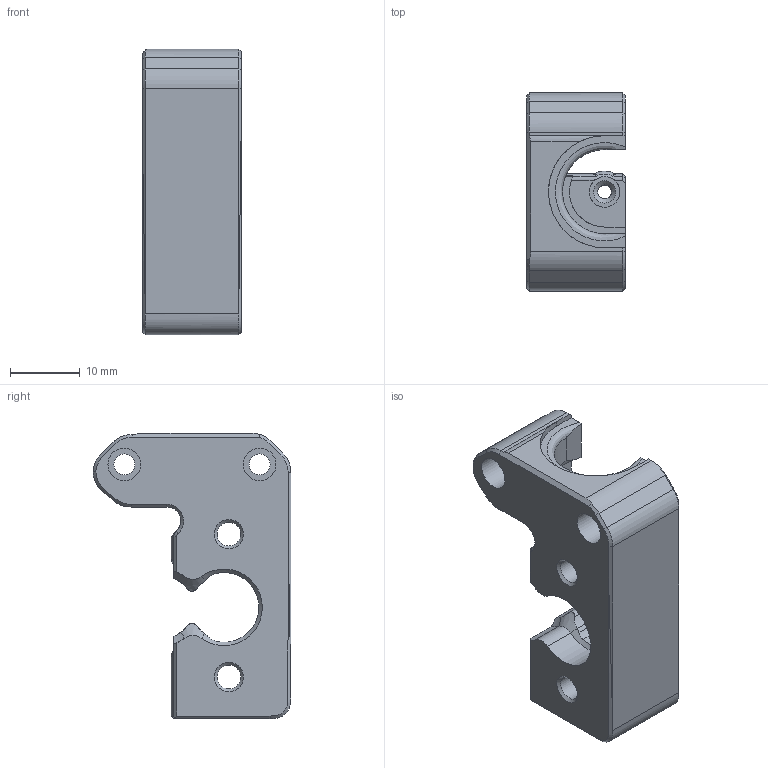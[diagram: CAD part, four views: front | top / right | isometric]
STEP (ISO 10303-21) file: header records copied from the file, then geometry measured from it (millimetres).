
FILE_DESCRIPTION(/* description */ ('STEP AP242','CAx-IF Rec.Pracs.---Representation and Presentation of Product Manufacturing Information (PMI)---4.0---2014-10-13','CAx-IF Rec.Pracs.---3D Tessellated Geometry---0.4---2014-09-14','2;1'),/* implementation_level */ '2;1');
FILE_NAME(/* name */ '62d71855d2d5af732be197d5',/* time_stamp */ '2022-07-19T20:47:18+00:00',/* author */ (''),/* organization */ (''),/* preprocessor_version */ 'ST-DEVELOPER v18.102',/* originating_system */ ' ',/* authorisation */ ' ');
FILE_SCHEMA (('AP242_MANAGED_MODEL_BASED_3D_ENGINEERING_MIM_LF { 1 0 10303 442 1 1 4 }'));
Length unit declared in the file: metre
Products named in the file (1): Main Body
Bounding box: 14.2 x 28.39 x 41 mm (x, y, z)
Volume: 7421.5 mm3; surface area: 4443.6 mm2
Topology: 1 solids, 1 shells, 194 faces, 510 edges, 318 vertices
Faces by surface type: plane 83, cylinder 45, bspline 43, cone 23
Full cylindrical faces by diameter (mm): 2 x2, 3 x2, 3.4 x2, 4.4 x2, 4.7 x2
Entity records: 7840 total; most frequent: CARTESIAN_POINT 3448, ORIENTED_EDGE 968, DIRECTION 768, EDGE_CURVE 484, VERTEX_POINT 311, LINE 262, VECTOR 262, AXIS2_PLACEMENT_3D 253
